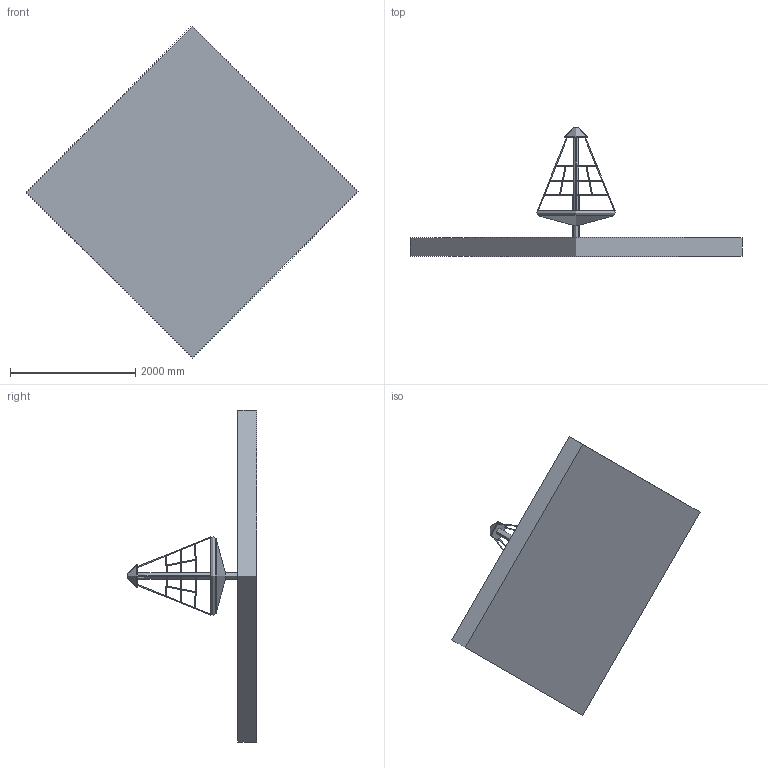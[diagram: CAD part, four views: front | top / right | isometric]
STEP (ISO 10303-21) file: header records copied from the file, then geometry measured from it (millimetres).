
FILE_DESCRIPTION (( 'STEP AP214' ), '1' );
FILE_NAME ('4594_41_Nestkreisel.STEP', '2017-06-30T05:11:34', ( '' ), ( '' ), 'SwSTEP 2.0', 'SolidWorks 2016', '' );
FILE_SCHEMA (( 'AUTOMOTIVE_DESIGN' ));
Length unit declared in the file: millimetre
Products named in the file (56): Mutter_M12_101_6; Gummireste zum Unterlegen_101_6; Mutter_M12_101_6_98498A100; Bodenanker für Garagendecke SLDASM_101_6_Standard<Wie bearbeitet>; Bodenanker f黵 Garagendecke._101_6; 4594_41_Nestkreisel; Sechskantschraube_M12_x_25_mm_101_6; Bodenanker f黵 Garagendecke SLDASM_101_6; Membrane_rund_450_mm_101_6; Sicherheitsbereich_4594_41; Nestkreisel_als_Symbol_Standard<Wie bearbeitet>; Beton  Garagendecke_101_6; Garagendecke_101_6; Montage_mit_Gußboden_101_6; Gußboden_50_mm_101_6; Stahlpfosten Ø 159 m für Garagen_101_6; Nestkreisel_als_Symbol; Sechskantschraube_M12_x_25_mm_101_6_93635A515
Assembly tree (26 placements, depth 4):
  Gummireste zum Unterlegen_101_6
  Gummireste zum Unterlegen_101_6
  Mutter_M12_101_6_98498A100
  Gummireste zum Unterlegen_101_6
  Bodenanker für Garagendecke SLDASM_101_6_Standard<Wie bearbeitet>
Bounding box: 5300 x 2060.48 x 5300 mm (x, y, z)
Volume: 6656303384.1 mm3; surface area: 55385058.2 mm2
Topology: 20 solids, 20 shells, 67 faces, 109 edges, 98 vertices
Faces by surface type: plane 36, cylinder 21, torus 6, cone 4
Full cylindrical faces by diameter (mm): 16 x12, 17 x1, 41.702 x1, 95.8 x2, 101.6 x2, 105.601 x1, 375 x1, 5300 x1
Entity records: 6292 total; most frequent: CARTESIAN_POINT 3954, DIRECTION 306, AXIS2_PLACEMENT_3D 153, APPLICATION_PROTOCOL_DEFINITION 112, APPLICATION_CONTEXT 112, ORIENTED_EDGE 102, EDGE_LOOP 102, FACE_OUTER_BOUND 91
